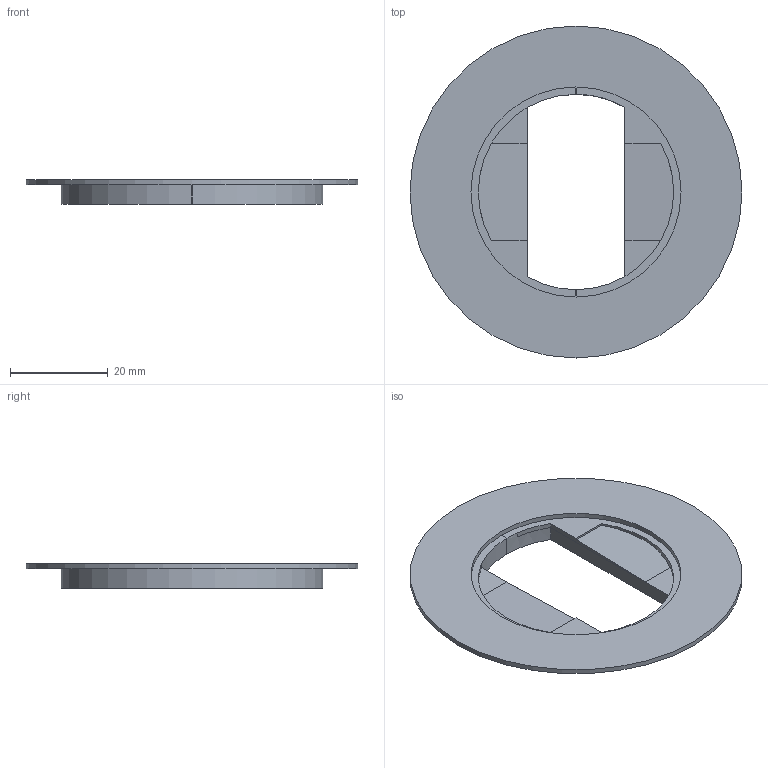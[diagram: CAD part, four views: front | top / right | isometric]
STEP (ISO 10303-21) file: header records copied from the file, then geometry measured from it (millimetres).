
FILE_DESCRIPTION(/* description */ (''),/* implementation_level */ '2;1');
FILE_NAME(/* name */ 'innesto femmina decoro.step',/* time_stamp */ '2026-01-21T21:53:04+01:00',/* author */ (''),/* organization */ (''),/* preprocessor_version */ 'ST-DEVELOPER v20.1',/* originating_system */ 'Autodesk Translation Framework v14.21.0.0',/* authorisation */ '');
FILE_SCHEMA (('AUTOMOTIVE_DESIGN { 1 0 10303 214 3 1 1 }'));
Length unit declared in the file: millimetre
Products named in the file (1): (Non salvato)
Bounding box: 68 x 68 x 5 mm (x, y, z)
Volume: 7792.6 mm3; surface area: 8179.5 mm2
Topology: 1 solids, 1 shells, 37 faces, 109 edges, 72 vertices
Faces by surface type: plane 25, cylinder 12
Full cylindrical faces by diameter (mm): 43.017 x1, 68 x1
Entity records: 1299 total; most frequent: DIRECTION 225, CARTESIAN_POINT 219, ORIENTED_EDGE 218, EDGE_CURVE 109, AXIS2_PLACEMENT_3D 78, VERTEX_POINT 72, LINE 69, VECTOR 69
